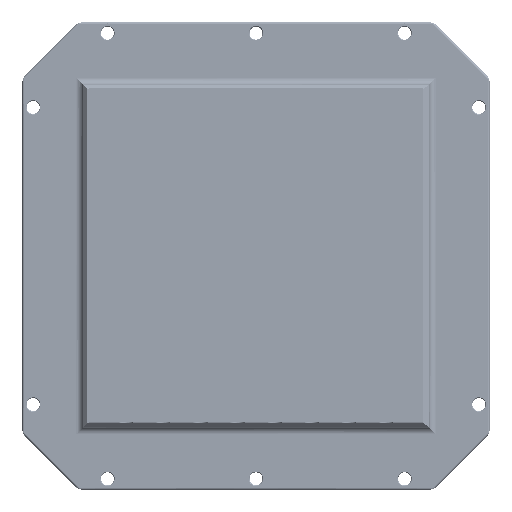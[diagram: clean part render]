
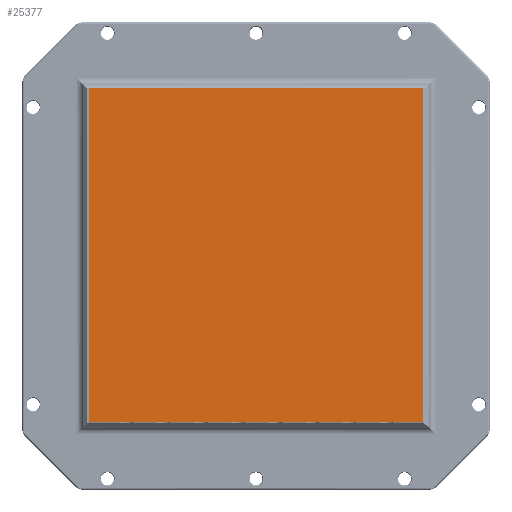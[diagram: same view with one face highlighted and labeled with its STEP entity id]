
A CAD part, top view. The second image highlights one B-rep face of the part: STEP entity #25377.
In plain terms, the highlighted planar face has unit normal (0, 0, 1).
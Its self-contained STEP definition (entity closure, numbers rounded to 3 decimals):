
#14055=VERTEX_POINT('',#35366);
#16291=EDGE_CURVE('',#21009,#17075,#38158,.T.);
#17075=VERTEX_POINT('',#39021);
#21009=VERTEX_POINT('',#43453);
#22015=EDGE_CURVE('',#17075,#28711,#44579,.T.);
#22821=EDGE_CURVE('',#14055,#21009,#45481,.T.);
#25377=ADVANCED_FACE('',(#48450),#48451,.T.);
#27255=EDGE_CURVE('',#28711,#14055,#50569,.T.);
#28711=VERTEX_POINT('',#52283);
#35366=CARTESIAN_POINT('',(225.0,-225.0,700.0));
#38158=LINE('',#64023,#64024);
#39021=CARTESIAN_POINT('',(-225.0,225.0,700.0));
#43453=CARTESIAN_POINT('',(-225.0,-225.0,700.0));
#44579=LINE('',#72355,#72356);
#45481=LINE('',#73513,#73514);
#48450=FACE_OUTER_BOUND('',#77354,.T.);
#48451=PLANE('',#77355);
#50569=LINE('',#80148,#80149);
#52283=CARTESIAN_POINT('',(225.0,225.0,700.0));
#64023=CARTESIAN_POINT('',(-225.0,225.0,700.0));
#64024=VECTOR('',#94692,1.0);
#72355=CARTESIAN_POINT('',(225.0,225.0,700.0));
#72356=VECTOR('',#102498,1.0);
#73513=CARTESIAN_POINT('',(-225.0,-225.0,700.0));
#73514=VECTOR('',#103606,1.0);
#77354=EDGE_LOOP('',(#107276,#107277,#107278,#107279));
#77355=AXIS2_PLACEMENT_3D('',#107280,#107281,#107282);
#80148=CARTESIAN_POINT('',(225.0,-225.0,700.0));
#80149=VECTOR('',#109919,1.0);
#94692=DIRECTION('',(0.0,1.0,0.0));
#102498=DIRECTION('',(1.0,0.0,0.0));
#103606=DIRECTION('',(-1.0,0.0,0.0));
#107276=ORIENTED_EDGE('',*,*,#22821,.F.);
#107277=ORIENTED_EDGE('',*,*,#27255,.F.);
#107278=ORIENTED_EDGE('',*,*,#22015,.F.);
#107279=ORIENTED_EDGE('',*,*,#16291,.F.);
#107280=CARTESIAN_POINT('',(0.0,0.0,700.0));
#107281=DIRECTION('',(0.0,0.0,1.0));
#107282=DIRECTION('',(1.0,0.0,0.0));
#109919=DIRECTION('',(0.0,-1.0,0.0));
